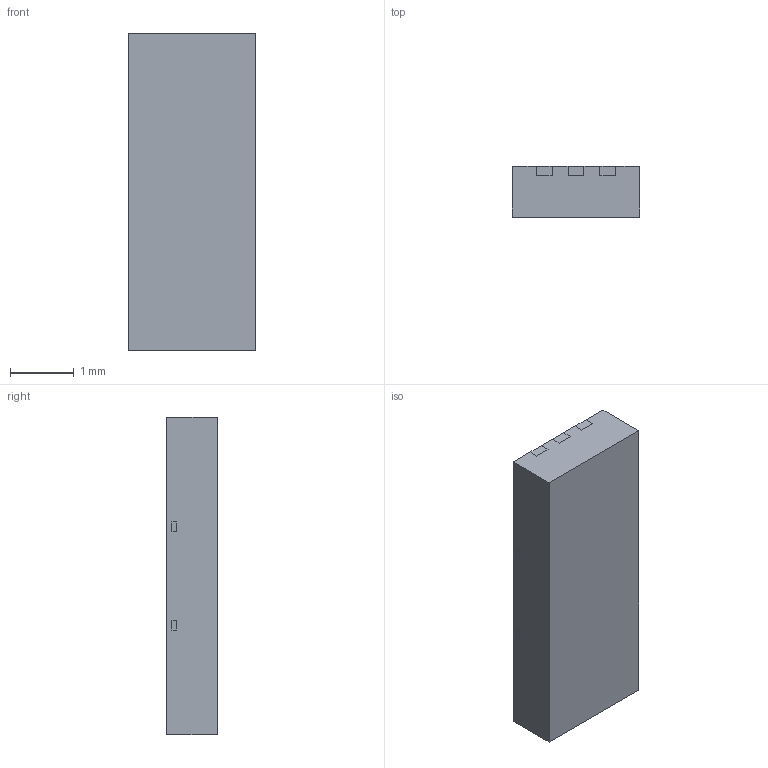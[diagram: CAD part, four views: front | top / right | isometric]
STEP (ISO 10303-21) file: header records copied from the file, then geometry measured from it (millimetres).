
FILE_DESCRIPTION(/* description */ ('Unknown'),/* implementation_level */ '2;1');
FILE_NAME(/* name */ 'DFN5020-6_STP',/* time_stamp */ '2020-11-13T15:25:23+08:00',/* author */ ('Unknown'),/* organization */ ('Unknown'),/* preprocessor_version */ 'ST-DEVELOPER v16.7',/* originating_system */ 'DEX',/* authorisation */ $);
FILE_SCHEMA (('AUTOMOTIVE_DESIGN {1 0 10303 214 3 1 1}'));
Length unit declared in the file: millimetre
Products named in the file (3): DFN5020-6; LF; COM
Assembly tree (2 placements, depth 2):
  DFN5020-6
    LF
    COM
Bounding box: 2 x 0.8 x 5 mm (x, y, z)
Volume: 8 mm3; surface area: 52.5 mm2
Topology: 6 solids, 6 shells, 211 faces, 612 edges, 408 vertices
Faces by surface type: plane 163, cylinder 48
Entity records: 7765 total; most frequent: CARTESIAN_POINT 1234, ORIENTED_EDGE 1224, DIRECTION 1136, EDGE_CURVE 612, LINE 516, VECTOR 516, VERTEX_POINT 408, AXIS2_PLACEMENT_3D 310
